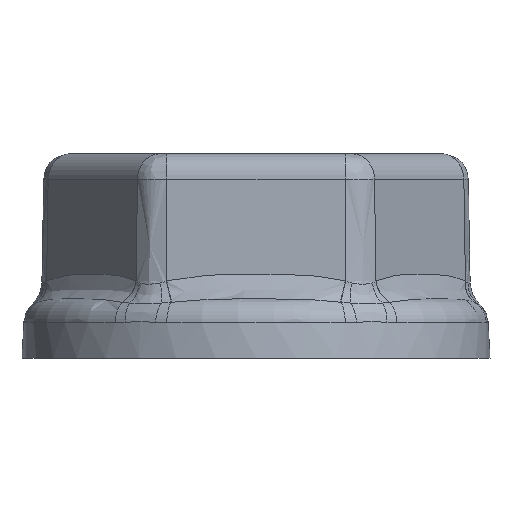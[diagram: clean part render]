
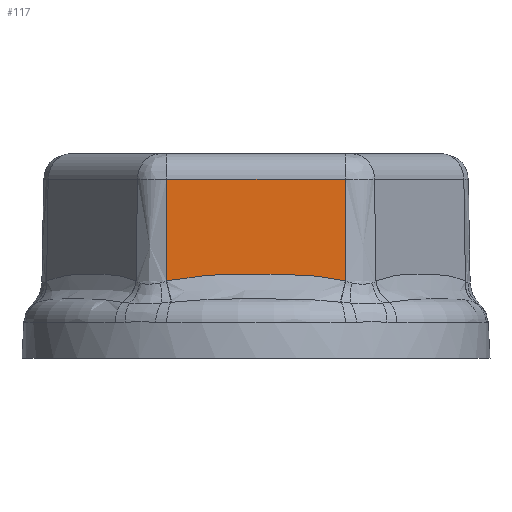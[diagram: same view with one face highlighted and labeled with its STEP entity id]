
A CAD part, left-side view. The second image highlights one B-rep face of the part: STEP entity #117.
In plain terms, the highlighted planar face has unit normal (-1, 0, 0.018).
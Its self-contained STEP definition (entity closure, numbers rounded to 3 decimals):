
#117 = ADVANCED_FACE( '', ( #292 ), #293, .T. );
#292 = FACE_OUTER_BOUND( '', #1860, .T. );
#293 = PLANE( '', #1861 );
#1860 = EDGE_LOOP( '', ( #6026, #6027, #6028, #6029 ) );
#1861 = AXIS2_PLACEMENT_3D( '', #6030, #6031, #6032 );
#6026 = ORIENTED_EDGE( '', *, *, #6625, .T. );
#6027 = ORIENTED_EDGE( '', *, *, #6626, .T. );
#6028 = ORIENTED_EDGE( '', *, *, #6514, .F. );
#6029 = ORIENTED_EDGE( '', *, *, #6627, .T. );
#6030 = CARTESIAN_POINT( '', ( -18.5, -8.66, 3.3 ) );
#6031 = DIRECTION( '', ( -1., 0., 0.017 ) );
#6032 = DIRECTION( '', ( 0.017, 0., 1. ) );
#6514 = EDGE_CURVE( '', #6825, #6827, #6828, .T. );
#6625 = EDGE_CURVE( '', #7006, #7007, #7008, .T. );
#6626 = EDGE_CURVE( '', #7007, #6827, #7009, .T. );
#6627 = EDGE_CURVE( '', #6825, #7006, #7010, .T. );
#6825 = VERTEX_POINT( '', #7327 );
#6827 = VERTEX_POINT( '', #7363 );
#6828 = LINE( '', #7364, #7365 );
#7006 = VERTEX_POINT( '', #7968 );
#7007 = VERTEX_POINT( '', #7969 );
#7008 = LINE( '', #7970, #7971 );
#7009 = B_SPLINE_CURVE_WITH_KNOTS( '', 3, ( #7972, #7973, #7974, #7975, #7976, #7977, #7978, #7979, #7980, #7981, #7982, #7983, #7984, #7985, #7986, #7987, #7988, #7989, #7990, #7991, #7992, #7993, #7994, #7995, #7996, #7997, #7998, #7999, #8000, #8001, #8002, #8003, #8004, #8005, #8006, #8007, #8008, #8009, #8010, #8011, #8012, #8013, #8014, #8015, #8016 ), .UNSPECIFIED., .F., .F., ( 4, 2, 2, 1, 1, 1, 1, 1, 1, 1, 1, 1, 1, 1, 1, 2, 2, 1, 1, 1, 1, 1, 1, 1, 1, 2, 2, 2, 1, 1, 1, 2, 2, 4 ), ( 0., 0.001, 0.001, 0.002, 0.002, 0.003, 0.003, 0.004, 0.004, 0.005, 0.005, 0.006, 0.007, 0.007, 0.008, 0.008, 0.009, 0.009, 0.01, 0.01, 0.011, 0.011, 0.012, 0.012, 0.013, 0.014, 0.014, 0.014, 0.015, 0.015, 0.016, 0.016, 0.017, 0.017 ), .UNSPECIFIED. );
#7010 = LINE( '', #8017, #8018 );
#7327 = CARTESIAN_POINT( '', ( -18.255, -8.66, 17.344 ) );
#7363 = CARTESIAN_POINT( '', ( -18.427, -8.66, 7.496 ) );
#7364 = CARTESIAN_POINT( '', ( -18.5, -8.66, 3.3 ) );
#7365 = VECTOR( '', #9747, 1000. );
#7968 = CARTESIAN_POINT( '', ( -18.255, 8.66, 17.344 ) );
#7969 = CARTESIAN_POINT( '', ( -18.427, 8.66, 7.496 ) );
#7970 = CARTESIAN_POINT( '', ( -18.5, 8.66, 3.3 ) );
#7971 = VECTOR( '', #9949, 1000. );
#7972 = CARTESIAN_POINT( '', ( -18.427, 8.66, 7.496 ) );
#7973 = CARTESIAN_POINT( '', ( -18.426, 8.482, 7.539 ) );
#7974 = CARTESIAN_POINT( '', ( -18.425, 8.304, 7.578 ) );
#7975 = CARTESIAN_POINT( '', ( -18.424, 7.947, 7.652 ) );
#7976 = CARTESIAN_POINT( '', ( -18.423, 7.768, 7.685 ) );
#7977 = CARTESIAN_POINT( '', ( -18.422, 7.41, 7.748 ) );
#7978 = CARTESIAN_POINT( '', ( -18.421, 7.051, 7.805 ) );
#7979 = CARTESIAN_POINT( '', ( -18.42, 6.513, 7.878 ) );
#7980 = CARTESIAN_POINT( '', ( -18.419, 5.973, 7.939 ) );
#7981 = CARTESIAN_POINT( '', ( -18.418, 5.433, 7.99 ) );
#7982 = CARTESIAN_POINT( '', ( -18.417, 4.892, 8.032 ) );
#7983 = CARTESIAN_POINT( '', ( -18.417, 4.35, 8.067 ) );
#7984 = CARTESIAN_POINT( '', ( -18.416, 3.808, 8.095 ) );
#7985 = CARTESIAN_POINT( '', ( -18.416, 3.265, 8.118 ) );
#7986 = CARTESIAN_POINT( '', ( -18.416, 2.722, 8.136 ) );
#7987 = CARTESIAN_POINT( '', ( -18.415, 2.178, 8.149 ) );
#7988 = CARTESIAN_POINT( '', ( -18.415, 1.635, 8.16 ) );
#7989 = CARTESIAN_POINT( '', ( -18.415, 1.091, 8.166 ) );
#7990 = CARTESIAN_POINT( '', ( -18.415, 0.728, 8.169 ) );
#7991 = CARTESIAN_POINT( '', ( -18.415, 0.365, 8.171 ) );
#7992 = CARTESIAN_POINT( '', ( -18.415, 0.184, 8.171 ) );
#7993 = CARTESIAN_POINT( '', ( -18.415, -0.179, 8.171 ) );
#7994 = CARTESIAN_POINT( '', ( -18.415, -0.542, 8.17 ) );
#7995 = CARTESIAN_POINT( '', ( -18.415, -1.086, 8.166 ) );
#7996 = CARTESIAN_POINT( '', ( -18.415, -1.631, 8.16 ) );
#7997 = CARTESIAN_POINT( '', ( -18.415, -2.175, 8.149 ) );
#7998 = CARTESIAN_POINT( '', ( -18.416, -2.719, 8.136 ) );
#7999 = CARTESIAN_POINT( '', ( -18.416, -3.263, 8.118 ) );
#8000 = CARTESIAN_POINT( '', ( -18.416, -3.806, 8.095 ) );
#8001 = CARTESIAN_POINT( '', ( -18.417, -4.35, 8.067 ) );
#8002 = CARTESIAN_POINT( '', ( -18.417, -4.712, 8.044 ) );
#8003 = CARTESIAN_POINT( '', ( -18.418, -4.984, 8.024 ) );
#8004 = CARTESIAN_POINT( '', ( -18.418, -5.074, 8.017 ) );
#8005 = CARTESIAN_POINT( '', ( -18.418, -5.255, 8.003 ) );
#8006 = CARTESIAN_POINT( '', ( -18.418, -5.346, 7.996 ) );
#8007 = CARTESIAN_POINT( '', ( -18.418, -5.617, 7.972 ) );
#8008 = CARTESIAN_POINT( '', ( -18.419, -5.978, 7.938 ) );
#8009 = CARTESIAN_POINT( '', ( -18.42, -6.519, 7.877 ) );
#8010 = CARTESIAN_POINT( '', ( -18.421, -7.058, 7.804 ) );
#8011 = CARTESIAN_POINT( '', ( -18.422, -7.415, 7.747 ) );
#8012 = CARTESIAN_POINT( '', ( -18.423, -7.772, 7.685 ) );
#8013 = CARTESIAN_POINT( '', ( -18.424, -7.951, 7.651 ) );
#8014 = CARTESIAN_POINT( '', ( -18.425, -8.306, 7.578 ) );
#8015 = CARTESIAN_POINT( '', ( -18.426, -8.484, 7.538 ) );
#8016 = CARTESIAN_POINT( '', ( -18.427, -8.66, 7.496 ) );
#8017 = CARTESIAN_POINT( '', ( -18.255, -8.66, 17.344 ) );
#8018 = VECTOR( '', #9950, 1000. );
#9747 = DIRECTION( '', ( -0.017, 0., -1. ) );
#9949 = DIRECTION( '', ( -0.017, 0., -1. ) );
#9950 = DIRECTION( '', ( 0., 1., 0. ) );
